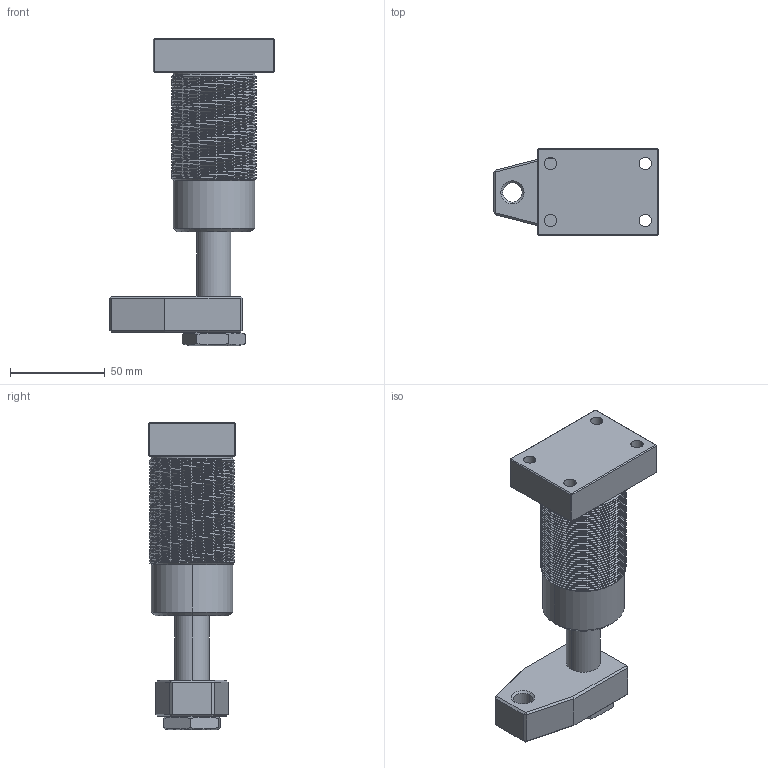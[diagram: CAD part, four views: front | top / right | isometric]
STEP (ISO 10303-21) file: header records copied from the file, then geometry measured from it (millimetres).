
FILE_DESCRIPTION (( 'STEP AP214' ), '1' );
FILE_NAME ('NFS-25B.STEP', '2018-08-27T08:33:24', ( 'Windows' ), ( 'Microsoft' ), 'SwSTEP 2.0', 'SolidWorks 2015', '' );
FILE_SCHEMA (( 'AUTOMOTIVE_DESIGN' ));
Length unit declared in the file: millimetre
Products named in the file (4): NFS-25揤旋; NFS-25鞠褒蹟簽; NFS-25B掛极; NFS-25B
Assembly tree (3 placements, depth 2):
  NFS-25B
    NFS-25B掛极
    NFS-25鞠褒蹟簽
    NFS-25揤旋
Bounding box: 87 x 46 x 162 mm (x, y, z)
Volume: 233991.4 mm3; surface area: 43133.5 mm2
Topology: 3 solids, 3 shells, 233 faces, 582 edges, 365 vertices
Faces by surface type: cylinder 124, plane 78, cone 25, bspline 4, torus 2
Entity records: 12497 total; most frequent: CARTESIAN_POINT 7309, ORIENTED_EDGE 1164, DIRECTION 924, EDGE_CURVE 582, VERTEX_POINT 365, AXIS2_PLACEMENT_3D 328, VECTOR 268, LINE 268
